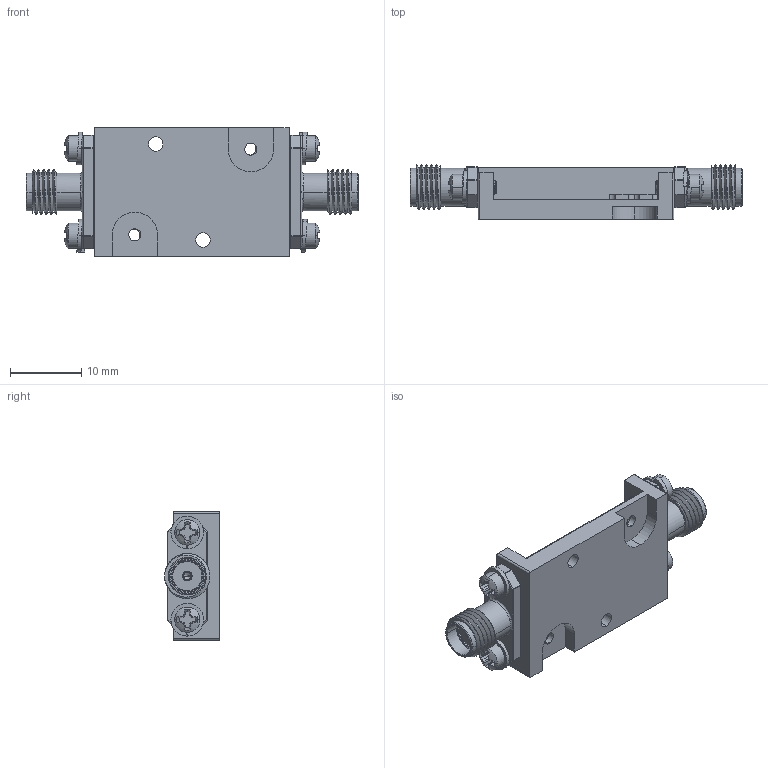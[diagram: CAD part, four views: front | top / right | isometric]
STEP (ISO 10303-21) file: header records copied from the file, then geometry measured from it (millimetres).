
FILE_DESCRIPTION (( 'STEP AP203' ), '1' );
FILE_NAME ('PE2wCarrier.STEP', '2017-07-31T21:44:45', ( 'PMI' ), ( 'Microsoft' ), 'SwSTEP 2.0', 'SolidWorks 2014', '' );
FILE_SCHEMA (( 'CONFIG_CONTROL_DESIGN' ));
Length unit declared in the file: inch
Products named in the file (6): PL80-509_&_HW; PE2wCarrier; PE2; PL75-059 - Trimmed Both Ends - 0.100 Inch; PL75-034; Carrier
Assembly tree (7 placements, depth 2):
  PE2wCarrier
    PE2
    PL75-059 - Trimmed Both Ends - 0.100 Inch  x2
    PL75-034
    Carrier
    PL80-509_&_HW  x2
Bounding box: 46.48 x 7.67 x 18.03 mm (x, y, z)
Volume: 3149.4 mm3; surface area: 4028.7 mm2
Topology: 19 solids, 19 shells, 725 faces, 1774 edges, 1078 vertices
Faces by surface type: cylinder 306, plane 195, torus 116, cone 40, sphere 40, bspline 28
Entity records: 17034 total; most frequent: CARTESIAN_POINT 6479, DIRECTION 2148, ORIENTED_EDGE 2064, EDGE_CURVE 1032, AXIS2_PLACEMENT_3D 868, VERTEX_POINT 647, EDGE_LOOP 469, CIRCLE 444
